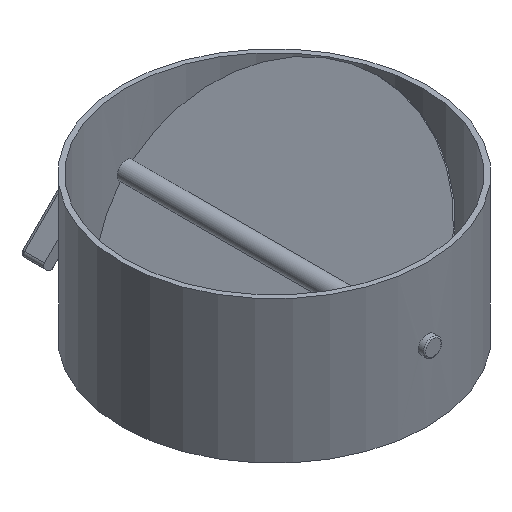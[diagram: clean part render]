
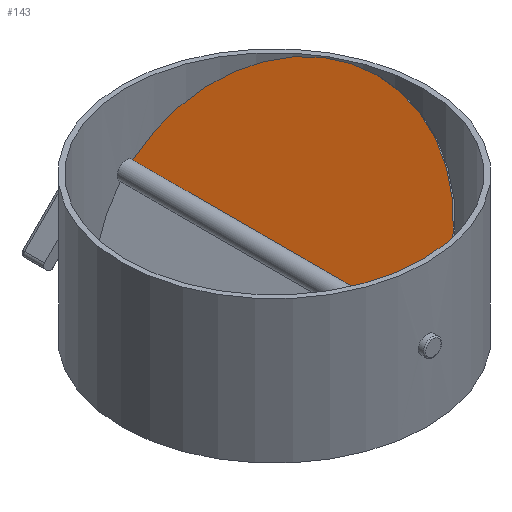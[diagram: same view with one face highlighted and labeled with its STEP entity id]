
A CAD part, isometric view. The second image highlights one B-rep face of the part: STEP entity #143.
In plain terms, the highlighted planar face has unit normal (-0.707, 0, 0.707).
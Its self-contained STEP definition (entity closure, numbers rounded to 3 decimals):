
#12 = EDGE_CURVE ( 'NONE', #1099, #427, #153, .T. ) ;
#41 = CARTESIAN_POINT ( 'NONE',  ( 4.549, 164., 65.963 ) ) ;
#143 = ADVANCED_FACE ( 'NONE', ( #983 ), #642, .F. ) ;
#153 = LINE ( 'NONE', #41, #1045 ) ;
#155 = EDGE_LOOP ( 'NONE', ( #284, #331 ) ) ;
#284 = ORIENTED_EDGE ( 'NONE', *, *, #1044, .F. ) ;
#311 = CARTESIAN_POINT ( 'NONE',  ( 4.549, 123.664, 65.963 ) ) ;
#331 = ORIENTED_EDGE ( 'NONE', *, *, #12, .T. ) ;
#427 = VERTEX_POINT ( 'NONE', #513 ) ;
#432 = DIRECTION ( 'NONE',  ( -0.707, 0., -0.707 ) ) ;
#513 = CARTESIAN_POINT ( 'NONE',  ( 4.549, -123.664, 65.963 ) ) ;
#541 = CIRCLE ( 'NONE', #1107, 123.887 ) ;
#642 = PLANE ( 'NONE',  #690 ) ;
#690 = AXIS2_PLACEMENT_3D ( 'NONE', #736, #1021, #432 ) ;
#736 = CARTESIAN_POINT ( 'NONE',  ( -0.707, 0., 60.707 ) ) ;
#765 = CARTESIAN_POINT ( 'NONE',  ( -0.707, 0., 60.707 ) ) ;
#852 = DIRECTION ( 'NONE',  ( 0., -1., 0. ) ) ;
#869 = DIRECTION ( 'NONE',  ( 0.707, 0., -0.707 ) ) ;
#971 = DIRECTION ( 'NONE',  ( -0.707, 0., -0.707 ) ) ;
#983 = FACE_OUTER_BOUND ( 'NONE', #155, .T. ) ;
#1021 = DIRECTION ( 'NONE',  ( 0.707, 0., -0.707 ) ) ;
#1044 = EDGE_CURVE ( 'NONE', #1099, #427, #541, .T. ) ;
#1045 = VECTOR ( 'NONE', #852, 1000. ) ;
#1099 = VERTEX_POINT ( 'NONE', #311 ) ;
#1107 = AXIS2_PLACEMENT_3D ( 'NONE', #765, #869, #971 ) ;
